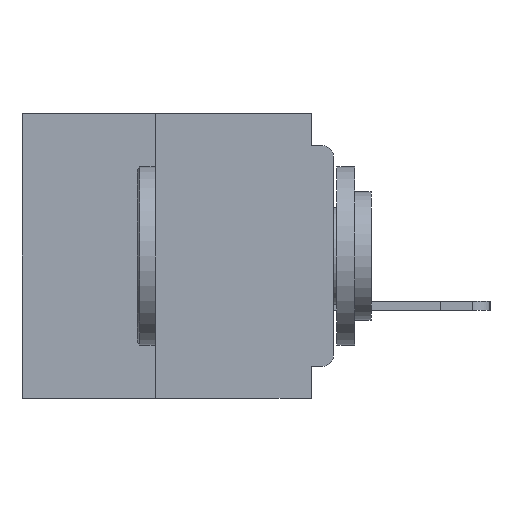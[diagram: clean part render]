
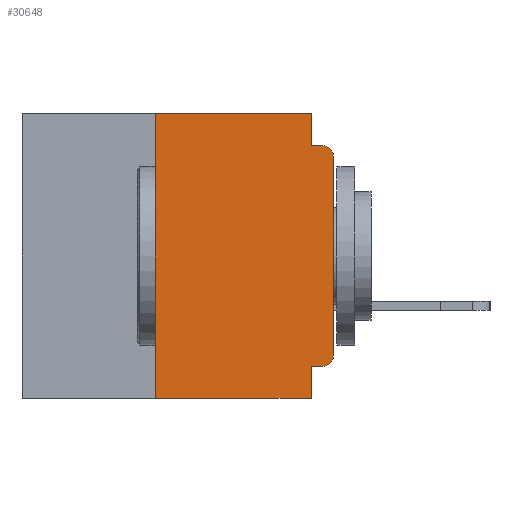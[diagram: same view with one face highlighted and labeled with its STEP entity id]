
A CAD part, left-side view. The second image highlights one B-rep face of the part: STEP entity #30648.
In plain terms, the highlighted planar face has unit normal (-1, 0, 0).
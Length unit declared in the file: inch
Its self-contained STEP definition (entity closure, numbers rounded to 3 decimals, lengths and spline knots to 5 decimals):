
#292 = ORIENTED_EDGE ( 'NONE', *, *, #8946, .F. ) ;
#725 = DIRECTION ( 'NONE',  ( 0., 0., 1. ) ) ;
#1216 = DIRECTION ( 'NONE',  ( 0., 0., -1. ) ) ;
#1411 = CARTESIAN_POINT ( 'NONE',  ( 0., 0.031, -0.045 ) ) ;
#1646 = VERTEX_POINT ( 'NONE', #5646 ) ;
#1841 = DIRECTION ( 'NONE',  ( 0., 0., -1. ) ) ;
#1885 = CARTESIAN_POINT ( 'NONE',  ( 0., 0., -0.045 ) ) ;
#2822 = EDGE_CURVE ( 'NONE', #15750, #30712, #35773, .T. ) ;
#2987 = VERTEX_POINT ( 'NONE', #16583 ) ;
#3005 = VECTOR ( 'NONE', #19377, 39.37008 ) ;
#3077 = DIRECTION ( 'NONE',  ( 0., 0., -1. ) ) ;
#4424 = VECTOR ( 'NONE', #19064, 39.37008 ) ;
#4450 = VECTOR ( 'NONE', #37561, 39.37008 ) ;
#4553 = ORIENTED_EDGE ( 'NONE', *, *, #17830, .T. ) ;
#4638 = ORIENTED_EDGE ( 'NONE', *, *, #43627, .F. ) ;
#5306 = DIRECTION ( 'NONE',  ( 0., -1., 0. ) ) ;
#5646 = CARTESIAN_POINT ( 'NONE',  ( 0., 0.015, -0.355 ) ) ;
#6076 = ORIENTED_EDGE ( 'NONE', *, *, #34679, .T. ) ;
#6262 = EDGE_CURVE ( 'NONE', #28264, #6593, #20449, .T. ) ;
#6443 = ORIENTED_EDGE ( 'NONE', *, *, #21798, .F. ) ;
#6593 = VERTEX_POINT ( 'NONE', #40098 ) ;
#7670 = VECTOR ( 'NONE', #725, 39.37008 ) ;
#7863 = CARTESIAN_POINT ( 'NONE',  ( 0., 0.015, -0.34 ) ) ;
#8078 = CARTESIAN_POINT ( 'NONE',  ( 0., 0.25, 0. ) ) ;
#8946 = EDGE_CURVE ( 'NONE', #1646, #18108, #32855, .T. ) ;
#10056 = FACE_OUTER_BOUND ( 'NONE', #40463, .T. ) ;
#11308 = DIRECTION ( 'NONE',  ( 0., 0., -1. ) ) ;
#12450 = LINE ( 'NONE', #39573, #4424 ) ;
#12627 = EDGE_CURVE ( 'NONE', #18108, #30712, #30874, .T. ) ;
#13606 = CARTESIAN_POINT ( 'NONE',  ( 0., 0., -0.355 ) ) ;
#14812 = PLANE ( 'NONE',  #39989 ) ;
#15217 = CIRCLE ( 'NONE', #35494, 0.015 ) ;
#15533 = CARTESIAN_POINT ( 'NONE',  ( 0., 0.031, 0. ) ) ;
#15750 = VERTEX_POINT ( 'NONE', #35465 ) ;
#15926 = CARTESIAN_POINT ( 'NONE',  ( 0., 0.031, 0. ) ) ;
#16583 = CARTESIAN_POINT ( 'NONE',  ( 0., 0.015, -0.045 ) ) ;
#16673 = CARTESIAN_POINT ( 'NONE',  ( 0., 0.031, -0.4 ) ) ;
#16749 = LINE ( 'NONE', #27937, #7670 ) ;
#17830 = EDGE_CURVE ( 'NONE', #1646, #28264, #18037, .T. ) ;
#18012 = EDGE_CURVE ( 'NONE', #42558, #2987, #30919, .T. ) ;
#18037 = CIRCLE ( 'NONE', #26433, 0.015 ) ;
#18108 = VERTEX_POINT ( 'NONE', #40016 ) ;
#19064 = DIRECTION ( 'NONE',  ( 0., -1., 0. ) ) ;
#19377 = DIRECTION ( 'NONE',  ( 0., 0., -1. ) ) ;
#20291 = DIRECTION ( 'NONE',  ( 0., -1., 0. ) ) ;
#20449 = LINE ( 'NONE', #41761, #29549 ) ;
#20782 = CARTESIAN_POINT ( 'NONE',  ( 0., 0.437, -0.4 ) ) ;
#21282 = DIRECTION ( 'NONE',  ( 0., 0., 1. ) ) ;
#21696 = DIRECTION ( 'NONE',  ( 1., 0., 0. ) ) ;
#21761 = VECTOR ( 'NONE', #3077, 39.37008 ) ;
#21798 = EDGE_CURVE ( 'NONE', #41695, #22645, #12450, .T. ) ;
#22329 = DIRECTION ( 'NONE',  ( -1., 0., 0. ) ) ;
#22616 = ORIENTED_EDGE ( 'NONE', *, *, #6262, .T. ) ;
#22645 = VERTEX_POINT ( 'NONE', #15533 ) ;
#25421 = CARTESIAN_POINT ( 'NONE',  ( 0., 0.031, -0.4 ) ) ;
#26433 = AXIS2_PLACEMENT_3D ( 'NONE', #7863, #31798, #11308 ) ;
#27937 = CARTESIAN_POINT ( 'NONE',  ( 0., 0.25, -0.4 ) ) ;
#28264 = VERTEX_POINT ( 'NONE', #29085 ) ;
#29085 = CARTESIAN_POINT ( 'NONE',  ( 0., 0., -0.34 ) ) ;
#29549 = VECTOR ( 'NONE', #21282, 39.37008 ) ;
#30300 = LINE ( 'NONE', #15926, #3005 ) ;
#30340 = ORIENTED_EDGE ( 'NONE', *, *, #40733, .F. ) ;
#30648 = ADVANCED_FACE ( 'NONE', ( #10056 ), #14812, .F. ) ;
#30712 = VERTEX_POINT ( 'NONE', #25421 ) ;
#30874 = LINE ( 'NONE', #16673, #21761 ) ;
#30919 = LINE ( 'NONE', #1885, #40024 ) ;
#31267 = ORIENTED_EDGE ( 'NONE', *, *, #2822, .T. ) ;
#31798 = DIRECTION ( 'NONE',  ( -1., 0., 0. ) ) ;
#32855 = LINE ( 'NONE', #13606, #4450 ) ;
#34679 = EDGE_CURVE ( 'NONE', #6593, #2987, #15217, .T. ) ;
#34742 = VECTOR ( 'NONE', #20291, 39.37008 ) ;
#35465 = CARTESIAN_POINT ( 'NONE',  ( 0., 0.25, -0.4 ) ) ;
#35494 = AXIS2_PLACEMENT_3D ( 'NONE', #42780, #22329, #1841 ) ;
#35773 = LINE ( 'NONE', #20782, #34742 ) ;
#36719 = ORIENTED_EDGE ( 'NONE', *, *, #12627, .F. ) ;
#37561 = DIRECTION ( 'NONE',  ( 0., 1., 0. ) ) ;
#39573 = CARTESIAN_POINT ( 'NONE',  ( 0., 0.437, 0. ) ) ;
#39989 = AXIS2_PLACEMENT_3D ( 'NONE', #42162, #21696, #1216 ) ;
#40016 = CARTESIAN_POINT ( 'NONE',  ( 0., 0.031, -0.355 ) ) ;
#40024 = VECTOR ( 'NONE', #5306, 39.37008 ) ;
#40098 = CARTESIAN_POINT ( 'NONE',  ( 0., 0., -0.06 ) ) ;
#40173 = ORIENTED_EDGE ( 'NONE', *, *, #18012, .F. ) ;
#40463 = EDGE_LOOP ( 'NONE', ( #22616, #6076, #40173, #30340, #6443, #4638, #31267, #36719, #292, #4553 ) ) ;
#40733 = EDGE_CURVE ( 'NONE', #22645, #42558, #30300, .T. ) ;
#41695 = VERTEX_POINT ( 'NONE', #8078 ) ;
#41761 = CARTESIAN_POINT ( 'NONE',  ( 0., 0., 0. ) ) ;
#42162 = CARTESIAN_POINT ( 'NONE',  ( 0., 0.437, 0. ) ) ;
#42558 = VERTEX_POINT ( 'NONE', #1411 ) ;
#42780 = CARTESIAN_POINT ( 'NONE',  ( 0., 0.015, -0.06 ) ) ;
#43627 = EDGE_CURVE ( 'NONE', #15750, #41695, #16749, .T. ) ;
